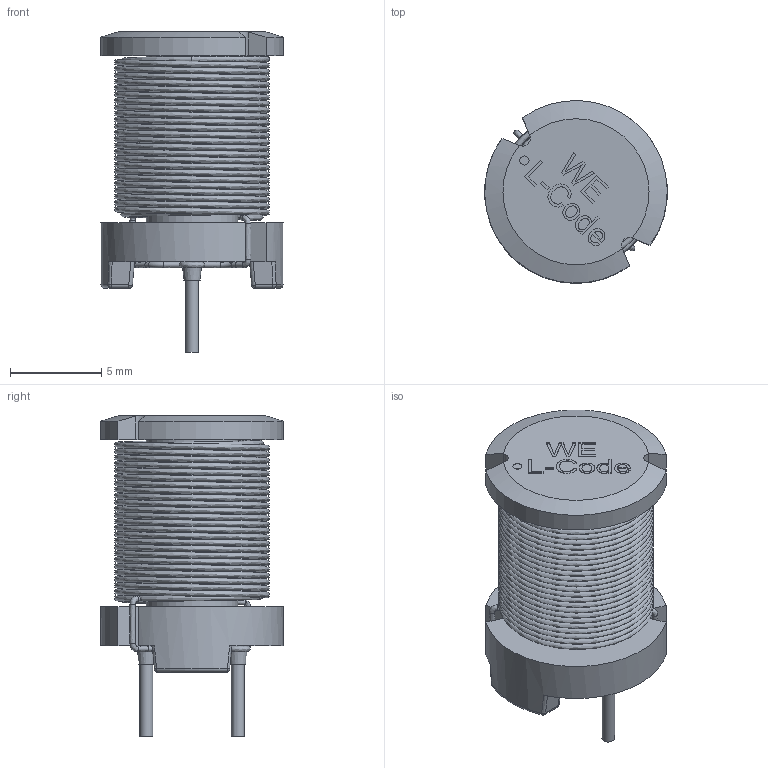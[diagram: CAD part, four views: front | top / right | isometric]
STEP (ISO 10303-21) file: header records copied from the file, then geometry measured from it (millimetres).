
FILE_DESCRIPTION(/* description */ ('Unknown'),/* implementation_level */ '2;1');
FILE_NAME(/* name */ '7447480xxx',/* time_stamp */ '2022-08-17T14:43:47+02:00',/* author */ ('Unknown'),/* organization */ ('Unknown'),/* preprocessor_version */ 'ST-DEVELOPER v16.7',/* originating_system */ 'Solid Edge',/* authorisation */ 'Unknown');
FILE_SCHEMA (('AUTOMOTIVE_DESIGN {1 0 10303 214 3 1 1}'));
Length unit declared in the file: millimetre
Products named in the file (1): 7447480xxx
Bounding box: 9.99 x 10 x 17.55 mm (x, y, z)
Volume: 548.6 mm3; surface area: 1731.3 mm2
Topology: 1 solids, 1 shells, 153 faces, 372 edges, 229 vertices
Faces by surface type: plane 77, bspline 40, cylinder 22, sphere 8, cone 4, torus 2
Full cylindrical faces by diameter (mm): 0.5 x1, 0.7 x2, 5 x1
Entity records: 12687 total; most frequent: CARTESIAN_POINT 8597, ORIENTED_EDGE 646, DIRECTION 483, EDGE_CURVE 323, VERTEX_POINT 218, EDGE_LOOP 201, FACE_BOUND 201, AXIS2_PLACEMENT_3D 188
